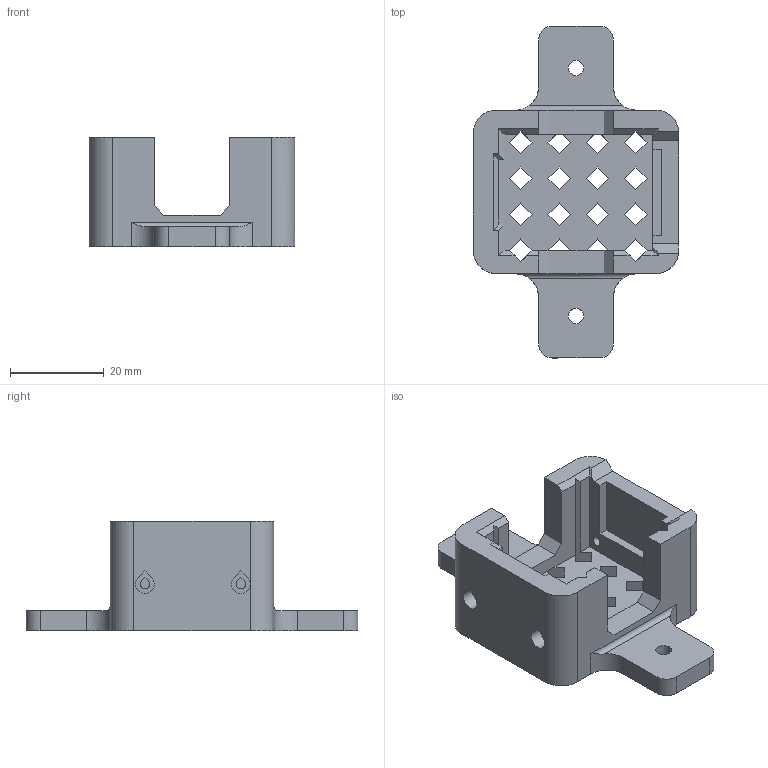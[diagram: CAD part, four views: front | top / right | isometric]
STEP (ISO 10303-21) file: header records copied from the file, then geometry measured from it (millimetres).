
FILE_DESCRIPTION(/* description */ (''),/* implementation_level */ '2;1');
FILE_NAME(/* name */ 'servo_holder.step',/* time_stamp */ '2025-11-28T12:24:02+01:00',/* author */ (''),/* organization */ (''),/* preprocessor_version */ 'ST-DEVELOPER v20.1',/* originating_system */ 'Autodesk Translation Framework v14.17.0.0',/* authorisation */ '');
FILE_SCHEMA (('AUTOMOTIVE_DESIGN { 1 0 10303 214 3 1 1 }'));
Length unit declared in the file: millimetre
Products named in the file (2): SO101 Assembly; Upper_arm_SO101
Assembly tree (1 placements, depth 2):
  SO101 Assembly
    Upper_arm_SO101
Bounding box: 44 x 71 x 23.5 mm (x, y, z)
Volume: 17672.7 mm3; surface area: 10306 mm2
Topology: 1 solids, 1 shells, 171 faces, 495 edges, 322 vertices
Faces by surface type: plane 147, cylinder 24
Full cylindrical faces by diameter (mm): 3.3 x2
Entity records: 5683 total; most frequent: CARTESIAN_POINT 1011, ORIENTED_EDGE 990, DIRECTION 885, EDGE_CURVE 495, LINE 445, VECTOR 445, VERTEX_POINT 322, AXIS2_PLACEMENT_3D 220
